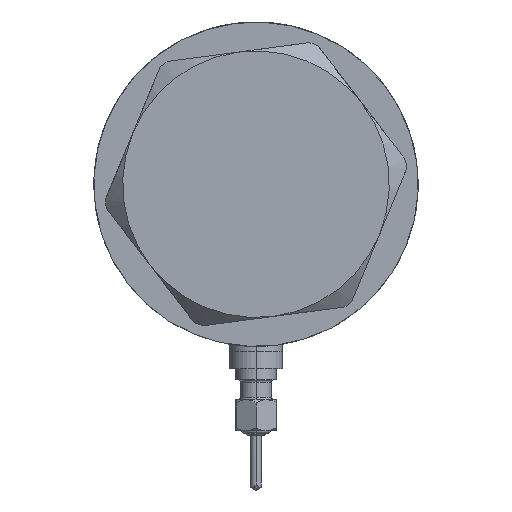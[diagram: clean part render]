
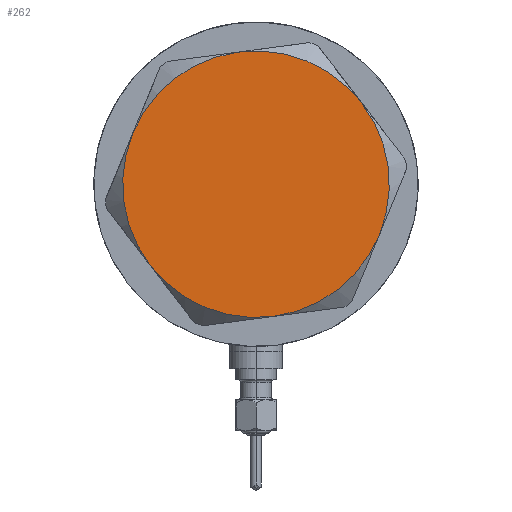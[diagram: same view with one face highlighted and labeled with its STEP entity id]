
A CAD part, left-side view. The second image highlights one B-rep face of the part: STEP entity #262.
In plain terms, the highlighted face is planar.
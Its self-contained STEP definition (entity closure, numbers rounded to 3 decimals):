
#108 = DIRECTION ( 'NONE',  ( 1., 0., 0. ) ) ;
#257 = CARTESIAN_POINT ( 'NONE',  ( 0., 0., 14.5 ) ) ;
#262 = ADVANCED_FACE ( 'NONE', ( #3650 ), #4086, .T. ) ;
#411 = ORIENTED_EDGE ( 'NONE', *, *, #6272, .T. ) ;
#682 = DIRECTION ( 'NONE',  ( 0., 0., 1. ) ) ;
#755 = EDGE_CURVE ( 'NONE', #1187, #1084, #6401, .T. ) ;
#910 = EDGE_CURVE ( 'NONE', #4281, #2431, #5038, .T. ) ;
#915 = EDGE_CURVE ( 'NONE', #1084, #2151, #2538, .T. ) ;
#1084 = VERTEX_POINT ( 'NONE', #3218 ) ;
#1187 = VERTEX_POINT ( 'NONE', #4423 ) ;
#1211 = DIRECTION ( 'NONE',  ( 1., 0., 0. ) ) ;
#1494 = CIRCLE ( 'NONE', #6293, 30. ) ;
#1533 = CIRCLE ( 'NONE', #2780, 30. ) ;
#1624 = DIRECTION ( 'NONE',  ( 1., 0., 0. ) ) ;
#1645 = CARTESIAN_POINT ( 'NONE',  ( 30., 0., 14.5 ) ) ;
#1684 = EDGE_CURVE ( 'NONE', #5701, #4281, #1494, .T. ) ;
#1697 = DIRECTION ( 'NONE',  ( 0., 0., 1. ) ) ;
#1791 = DIRECTION ( 'NONE',  ( 1., 0., 0. ) ) ;
#1983 = DIRECTION ( 'NONE',  ( 0., 0., 1. ) ) ;
#2085 = CARTESIAN_POINT ( 'NONE',  ( 0., 0., 14.5 ) ) ;
#2105 = CARTESIAN_POINT ( 'NONE',  ( 0., 0., 14.5 ) ) ;
#2114 = DIRECTION ( 'NONE',  ( 0., 0., 1. ) ) ;
#2151 = VERTEX_POINT ( 'NONE', #5085 ) ;
#2255 = CARTESIAN_POINT ( 'NONE',  ( 0., 0., 14.5 ) ) ;
#2431 = VERTEX_POINT ( 'NONE', #6092 ) ;
#2538 = CIRCLE ( 'NONE', #5357, 30. ) ;
#2701 = CARTESIAN_POINT ( 'NONE',  ( 0., 0., 14.5 ) ) ;
#2780 = AXIS2_PLACEMENT_3D ( 'NONE', #2255, #1697, #3206 ) ;
#2806 = ORIENTED_EDGE ( 'NONE', *, *, #755, .T. ) ;
#3124 = DIRECTION ( 'NONE',  ( 0., 0., 1. ) ) ;
#3206 = DIRECTION ( 'NONE',  ( 1., 0., 0. ) ) ;
#3218 = CARTESIAN_POINT ( 'NONE',  ( -30., 0., 14.5 ) ) ;
#3258 = CARTESIAN_POINT ( 'NONE',  ( 0., 0., 14.5 ) ) ;
#3272 = ORIENTED_EDGE ( 'NONE', *, *, #6287, .T. ) ;
#3452 = DIRECTION ( 'NONE',  ( 1., 0., 0. ) ) ;
#3565 = ORIENTED_EDGE ( 'NONE', *, *, #1684, .T. ) ;
#3581 = CARTESIAN_POINT ( 'NONE',  ( 0., 0., 14.5 ) ) ;
#3650 = FACE_OUTER_BOUND ( 'NONE', #3730, .T. ) ;
#3730 = EDGE_LOOP ( 'NONE', ( #3565, #4945, #411, #2806, #6359, #3272 ) ) ;
#4086 = PLANE ( 'NONE',  #4604 ) ;
#4281 = VERTEX_POINT ( 'NONE', #1645 ) ;
#4344 = CIRCLE ( 'NONE', #5606, 30. ) ;
#4423 = CARTESIAN_POINT ( 'NONE',  ( -15., 25.981, 14.5 ) ) ;
#4604 = AXIS2_PLACEMENT_3D ( 'NONE', #2085, #2114, #4694 ) ;
#4694 = DIRECTION ( 'NONE',  ( 1., 0., 0. ) ) ;
#4945 = ORIENTED_EDGE ( 'NONE', *, *, #910, .T. ) ;
#5038 = CIRCLE ( 'NONE', #5568, 30. ) ;
#5085 = CARTESIAN_POINT ( 'NONE',  ( -15., -25.981, 14.5 ) ) ;
#5357 = AXIS2_PLACEMENT_3D ( 'NONE', #2105, #1983, #3452 ) ;
#5568 = AXIS2_PLACEMENT_3D ( 'NONE', #2701, #3124, #1624 ) ;
#5586 = DIRECTION ( 'NONE',  ( 0., 0., 1. ) ) ;
#5606 = AXIS2_PLACEMENT_3D ( 'NONE', #257, #6183, #1211 ) ;
#5701 = VERTEX_POINT ( 'NONE', #6393 ) ;
#6092 = CARTESIAN_POINT ( 'NONE',  ( 15., 25.981, 14.5 ) ) ;
#6183 = DIRECTION ( 'NONE',  ( 0., 0., 1. ) ) ;
#6188 = AXIS2_PLACEMENT_3D ( 'NONE', #3258, #682, #1791 ) ;
#6272 = EDGE_CURVE ( 'NONE', #2431, #1187, #4344, .T. ) ;
#6287 = EDGE_CURVE ( 'NONE', #2151, #5701, #1533, .T. ) ;
#6293 = AXIS2_PLACEMENT_3D ( 'NONE', #3581, #5586, #108 ) ;
#6359 = ORIENTED_EDGE ( 'NONE', *, *, #915, .T. ) ;
#6393 = CARTESIAN_POINT ( 'NONE',  ( 15., -25.981, 14.5 ) ) ;
#6401 = CIRCLE ( 'NONE', #6188, 30. ) ;
